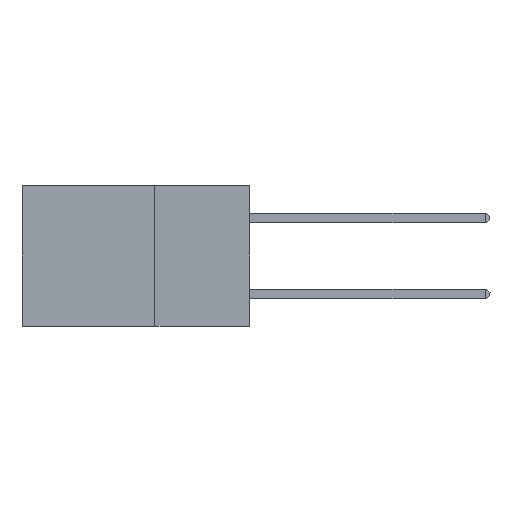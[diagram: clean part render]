
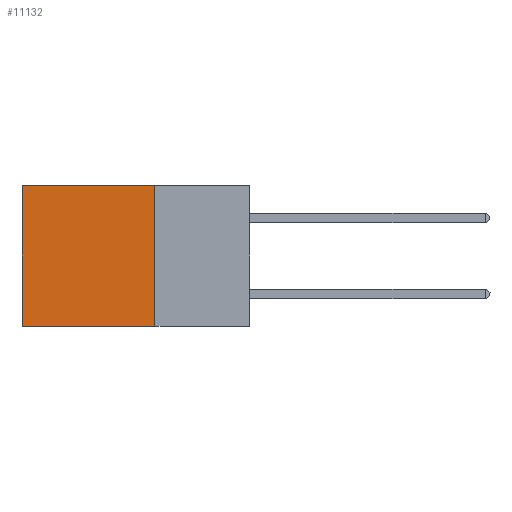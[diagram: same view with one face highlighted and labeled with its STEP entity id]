
A CAD part, left-side view. The second image highlights one B-rep face of the part: STEP entity #11132.
In plain terms, the highlighted planar face has unit normal (-1, 0, 0).
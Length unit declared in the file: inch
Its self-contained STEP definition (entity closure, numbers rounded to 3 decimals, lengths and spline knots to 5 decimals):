
#652 = VECTOR ( 'NONE', #10506, 39.37008 ) ;
#794 = EDGE_CURVE ( 'NONE', #16308, #17413, #7233, .T. ) ;
#1626 = ORIENTED_EDGE ( 'NONE', *, *, #8931, .T. ) ;
#3186 = VECTOR ( 'NONE', #18572, 39.37008 ) ;
#3215 = DIRECTION ( 'NONE',  ( 0., 1., 0. ) ) ;
#3262 = CARTESIAN_POINT ( 'NONE',  ( 0.2875, 0.25, 0. ) ) ;
#3759 = FACE_OUTER_BOUND ( 'NONE', #15466, .T. ) ;
#4180 = AXIS2_PLACEMENT_3D ( 'NONE', #11522, #14197, #5626 ) ;
#4349 = PLANE ( 'NONE',  #4180 ) ;
#4621 = DIRECTION ( 'NONE',  ( 0., 0., -1. ) ) ;
#4626 = CARTESIAN_POINT ( 'NONE',  ( 0.2875, 0.25, 0. ) ) ;
#4679 = CARTESIAN_POINT ( 'NONE',  ( 0.2875, 0.25, -0.37 ) ) ;
#5018 = LINE ( 'NONE', #12972, #3186 ) ;
#5461 = VERTEX_POINT ( 'NONE', #13875 ) ;
#5626 = DIRECTION ( 'NONE',  ( 0., 0., -1. ) ) ;
#7233 = LINE ( 'NONE', #3262, #652 ) ;
#8257 = ORIENTED_EDGE ( 'NONE', *, *, #794, .F. ) ;
#8453 = ORIENTED_EDGE ( 'NONE', *, *, #8982, .T. ) ;
#8931 = EDGE_CURVE ( 'NONE', #16308, #18112, #5018, .T. ) ;
#8982 = EDGE_CURVE ( 'NONE', #18112, #5461, #13777, .T. ) ;
#9160 = CARTESIAN_POINT ( 'NONE',  ( 0.2875, 0.25, -0.37 ) ) ;
#9601 = EDGE_CURVE ( 'NONE', #17413, #5461, #10603, .T. ) ;
#9982 = ORIENTED_EDGE ( 'NONE', *, *, #9601, .F. ) ;
#9983 = VECTOR ( 'NONE', #4621, 39.37008 ) ;
#10506 = DIRECTION ( 'NONE',  ( 0., 0., -1. ) ) ;
#10518 = CARTESIAN_POINT ( 'NONE',  ( 0.2875, 0.6, 0. ) ) ;
#10603 = LINE ( 'NONE', #4679, #17743 ) ;
#11132 = ADVANCED_FACE ( 'NONE', ( #3759 ), #4349, .F. ) ;
#11522 = CARTESIAN_POINT ( 'NONE',  ( 0.2875, 0.25, 0. ) ) ;
#12972 = CARTESIAN_POINT ( 'NONE',  ( 0.2875, 0.25, 0. ) ) ;
#13777 = LINE ( 'NONE', #10518, #9983 ) ;
#13875 = CARTESIAN_POINT ( 'NONE',  ( 0.2875, 0.6, -0.37 ) ) ;
#14197 = DIRECTION ( 'NONE',  ( 1., 0., 0. ) ) ;
#14928 = CARTESIAN_POINT ( 'NONE',  ( 0.2875, 0.6, 0. ) ) ;
#15466 = EDGE_LOOP ( 'NONE', ( #8453, #9982, #8257, #1626 ) ) ;
#16308 = VERTEX_POINT ( 'NONE', #4626 ) ;
#17413 = VERTEX_POINT ( 'NONE', #9160 ) ;
#17743 = VECTOR ( 'NONE', #3215, 39.37008 ) ;
#18112 = VERTEX_POINT ( 'NONE', #14928 ) ;
#18572 = DIRECTION ( 'NONE',  ( 0., 1., 0. ) ) ;
